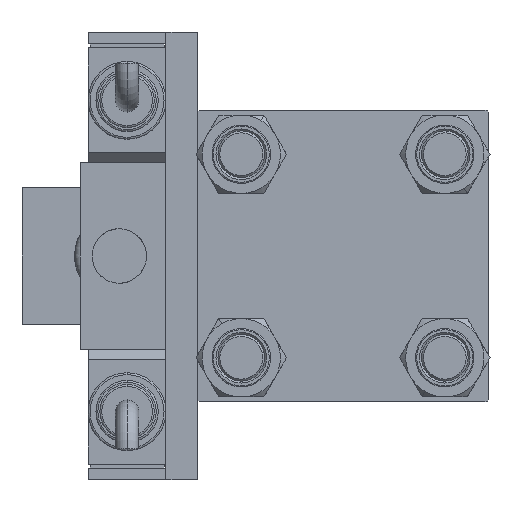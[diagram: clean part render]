
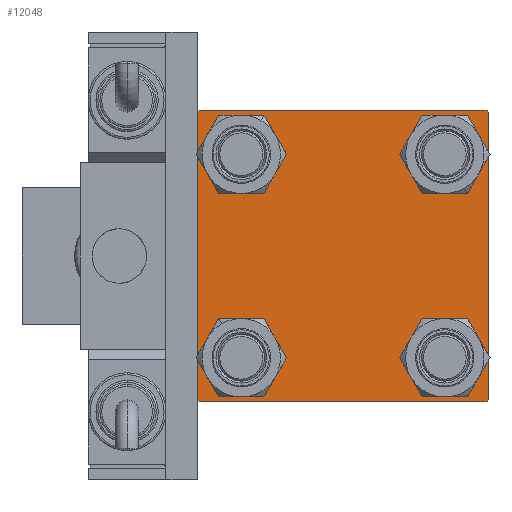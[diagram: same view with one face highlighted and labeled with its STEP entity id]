
A CAD part, left-side view. The second image highlights one B-rep face of the part: STEP entity #12048.
In plain terms, the highlighted planar face has unit normal (-1, 0, 0).
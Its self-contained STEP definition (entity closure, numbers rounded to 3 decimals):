
#2 = CARTESIAN_POINT ( 'NONE',  ( 0., 37.5, 37.5 ) ) ;
#757 = ORIENTED_EDGE ( 'NONE', *, *, #5330, .T. ) ;
#1701 = DIRECTION ( 'NONE',  ( 0., 0., 1. ) ) ;
#2649 = EDGE_CURVE ( 'NONE', #51055, #47816, #44839, .T. ) ;
#2881 = VERTEX_POINT ( 'NONE', #52777 ) ;
#3403 = DIRECTION ( 'NONE',  ( 1., 0., 0. ) ) ;
#3987 = LINE ( 'NONE', #38594, #37187 ) ;
#4374 = ORIENTED_EDGE ( 'NONE', *, *, #46209, .T. ) ;
#4466 = EDGE_LOOP ( 'NONE', ( #43405, #19781 ) ) ;
#5330 = EDGE_CURVE ( 'NONE', #29657, #7252, #28626, .T. ) ;
#5419 = CARTESIAN_POINT ( 'NONE',  ( 0., -26.15, 32.65 ) ) ;
#5724 = CARTESIAN_POINT ( 'NONE',  ( 0., -26.15, 19.65 ) ) ;
#6140 = DIRECTION ( 'NONE',  ( 0., 0.707, -0.707 ) ) ;
#6739 = CARTESIAN_POINT ( 'NONE',  ( 0., 26.15, -19.65 ) ) ;
#6752 = FACE_OUTER_BOUND ( 'NONE', #37937, .T. ) ;
#6910 = EDGE_LOOP ( 'NONE', ( #4374, #757 ) ) ;
#7252 = VERTEX_POINT ( 'NONE', #43641 ) ;
#7587 = DIRECTION ( 'NONE',  ( -1., 0., 0. ) ) ;
#8310 = ORIENTED_EDGE ( 'NONE', *, *, #53388, .T. ) ;
#9264 = CARTESIAN_POINT ( 'NONE',  ( 0., 37.25, 37.25 ) ) ;
#9844 = ORIENTED_EDGE ( 'NONE', *, *, #29332, .T. ) ;
#10427 = CARTESIAN_POINT ( 'NONE',  ( 0., 26.15, 19.65 ) ) ;
#11109 = LINE ( 'NONE', #45423, #41044 ) ;
#11156 = VERTEX_POINT ( 'NONE', #53545 ) ;
#11552 = VERTEX_POINT ( 'NONE', #37580 ) ;
#11724 = EDGE_LOOP ( 'NONE', ( #9844, #43291 ) ) ;
#12048 = ADVANCED_FACE ( 'NONE', ( #15826, #24353, #54658, #55502, #6752 ), #33131, .T. ) ;
#13232 = VERTEX_POINT ( 'NONE', #54337 ) ;
#13608 = AXIS2_PLACEMENT_3D ( 'NONE', #19854, #50448, #20406 ) ;
#13916 = CARTESIAN_POINT ( 'NONE',  ( 0., -26.15, 26.15 ) ) ;
#14280 = AXIS2_PLACEMENT_3D ( 'NONE', #50420, #7587, #37947 ) ;
#14311 = CARTESIAN_POINT ( 'NONE',  ( 0., -37.5, 37.5 ) ) ;
#14358 = ORIENTED_EDGE ( 'NONE', *, *, #34662, .T. ) ;
#15062 = CIRCLE ( 'NONE', #19579, 6.5 ) ;
#15809 = DIRECTION ( 'NONE',  ( 0., 0., 1. ) ) ;
#15826 = FACE_BOUND ( 'NONE', #11724, .T. ) ;
#16194 = AXIS2_PLACEMENT_3D ( 'NONE', #37723, #3403, #49928 ) ;
#16503 = DIRECTION ( 'NONE',  ( 0., 0., 1. ) ) ;
#17034 = DIRECTION ( 'NONE',  ( 0., 0., -1. ) ) ;
#17040 = LINE ( 'NONE', #39134, #44048 ) ;
#17995 = ORIENTED_EDGE ( 'NONE', *, *, #35536, .F. ) ;
#19176 = EDGE_CURVE ( 'NONE', #11156, #11552, #3987, .T. ) ;
#19579 = AXIS2_PLACEMENT_3D ( 'NONE', #23721, #32512, #31942 ) ;
#19781 = ORIENTED_EDGE ( 'NONE', *, *, #43493, .T. ) ;
#19854 = CARTESIAN_POINT ( 'NONE',  ( 0., 26.15, 26.15 ) ) ;
#20040 = ORIENTED_EDGE ( 'NONE', *, *, #26072, .F. ) ;
#20406 = DIRECTION ( 'NONE',  ( 0., 0., 1. ) ) ;
#20784 = DIRECTION ( 'NONE',  ( 1., 0., 0. ) ) ;
#21198 = CIRCLE ( 'NONE', #50160, 6.5 ) ;
#21588 = DIRECTION ( 'NONE',  ( 0., -1., 0. ) ) ;
#22488 = ORIENTED_EDGE ( 'NONE', *, *, #45099, .T. ) ;
#22813 = CARTESIAN_POINT ( 'NONE',  ( 0., -37., 37.5 ) ) ;
#23044 = EDGE_LOOP ( 'NONE', ( #14358, #23633 ) ) ;
#23105 = LINE ( 'NONE', #14311, #46508 ) ;
#23633 = ORIENTED_EDGE ( 'NONE', *, *, #40341, .T. ) ;
#23721 = CARTESIAN_POINT ( 'NONE',  ( 0., 26.15, -26.15 ) ) ;
#23805 = VERTEX_POINT ( 'NONE', #46076 ) ;
#24353 = FACE_BOUND ( 'NONE', #4466, .T. ) ;
#24492 = VERTEX_POINT ( 'NONE', #22813 ) ;
#25370 = DIRECTION ( 'NONE',  ( 1., 0., 0. ) ) ;
#25820 = CARTESIAN_POINT ( 'NONE',  ( 0., 37., -37.5 ) ) ;
#25934 = ORIENTED_EDGE ( 'NONE', *, *, #50094, .T. ) ;
#26072 = EDGE_CURVE ( 'NONE', #2881, #11552, #23105, .T. ) ;
#27187 = CARTESIAN_POINT ( 'NONE',  ( 0., -26.15, -32.65 ) ) ;
#27268 = DIRECTION ( 'NONE',  ( 0., -0.707, -0.707 ) ) ;
#27827 = CARTESIAN_POINT ( 'NONE',  ( 0., 37.25, -37.25 ) ) ;
#28077 = VERTEX_POINT ( 'NONE', #5724 ) ;
#28626 = CIRCLE ( 'NONE', #49464, 6.5 ) ;
#29332 = EDGE_CURVE ( 'NONE', #42575, #28077, #21198, .T. ) ;
#29657 = VERTEX_POINT ( 'NONE', #10427 ) ;
#30014 = CARTESIAN_POINT ( 'NONE',  ( 0., 37.5, 37. ) ) ;
#30432 = CARTESIAN_POINT ( 'NONE',  ( 0., -37.25, 37.25 ) ) ;
#30820 = CIRCLE ( 'NONE', #13608, 6.5 ) ;
#31589 = VECTOR ( 'NONE', #17034, 1000. ) ;
#31625 = ORIENTED_EDGE ( 'NONE', *, *, #19176, .T. ) ;
#31794 = LINE ( 'NONE', #27827, #46911 ) ;
#31942 = DIRECTION ( 'NONE',  ( 0., 0., 1. ) ) ;
#32443 = CIRCLE ( 'NONE', #33356, 6.5 ) ;
#32512 = DIRECTION ( 'NONE',  ( 1., 0., 0. ) ) ;
#32852 = ORIENTED_EDGE ( 'NONE', *, *, #42521, .T. ) ;
#33131 = PLANE ( 'NONE',  #14280 ) ;
#33261 = DIRECTION ( 'NONE',  ( 1., 0., 0. ) ) ;
#33356 = AXIS2_PLACEMENT_3D ( 'NONE', #55338, #20784, #16503 ) ;
#33835 = LINE ( 'NONE', #30432, #46130 ) ;
#34178 = AXIS2_PLACEMENT_3D ( 'NONE', #37356, #49283, #15809 ) ;
#34662 = EDGE_CURVE ( 'NONE', #52377, #23805, #15062, .T. ) ;
#34871 = LINE ( 'NONE', #2, #31589 ) ;
#35536 = EDGE_CURVE ( 'NONE', #13232, #24492, #17040, .T. ) ;
#36929 = DIRECTION ( 'NONE',  ( 0., -1., 0. ) ) ;
#37187 = VECTOR ( 'NONE', #52182, 1000. ) ;
#37231 = CARTESIAN_POINT ( 'NONE',  ( 0., -26.15, -26.15 ) ) ;
#37356 = CARTESIAN_POINT ( 'NONE',  ( 0., 26.15, -26.15 ) ) ;
#37580 = CARTESIAN_POINT ( 'NONE',  ( 0., -37.5, -37. ) ) ;
#37723 = CARTESIAN_POINT ( 'NONE',  ( 0., -26.15, -26.15 ) ) ;
#37937 = EDGE_LOOP ( 'NONE', ( #38374, #32852, #25934, #31625, #20040, #22488, #17995, #8310 ) ) ;
#37947 = DIRECTION ( 'NONE',  ( 0., 0., 1. ) ) ;
#38116 = DIRECTION ( 'NONE',  ( 0., 0., 1. ) ) ;
#38374 = ORIENTED_EDGE ( 'NONE', *, *, #43610, .T. ) ;
#38594 = CARTESIAN_POINT ( 'NONE',  ( 0., -37.25, -37.25 ) ) ;
#39134 = CARTESIAN_POINT ( 'NONE',  ( 0., 37.5, 37.5 ) ) ;
#39598 = CARTESIAN_POINT ( 'NONE',  ( 0., 37.5, -37. ) ) ;
#40341 = EDGE_CURVE ( 'NONE', #23805, #52377, #54996, .T. ) ;
#41044 = VECTOR ( 'NONE', #36929, 1000. ) ;
#41169 = VECTOR ( 'NONE', #6140, 1000. ) ;
#41367 = VERTEX_POINT ( 'NONE', #25820 ) ;
#41732 = VERTEX_POINT ( 'NONE', #39598 ) ;
#42367 = CARTESIAN_POINT ( 'NONE',  ( 0., 26.15, 26.15 ) ) ;
#42395 = EDGE_CURVE ( 'NONE', #28077, #42575, #32443, .T. ) ;
#42521 = EDGE_CURVE ( 'NONE', #41732, #41367, #31794, .T. ) ;
#42575 = VERTEX_POINT ( 'NONE', #5419 ) ;
#43291 = ORIENTED_EDGE ( 'NONE', *, *, #42395, .T. ) ;
#43405 = ORIENTED_EDGE ( 'NONE', *, *, #2649, .T. ) ;
#43493 = EDGE_CURVE ( 'NONE', #47816, #51055, #56023, .T. ) ;
#43610 = EDGE_CURVE ( 'NONE', #53330, #41732, #34871, .T. ) ;
#43641 = CARTESIAN_POINT ( 'NONE',  ( 0., 26.15, 32.65 ) ) ;
#44048 = VECTOR ( 'NONE', #21588, 1000. ) ;
#44839 = CIRCLE ( 'NONE', #46617, 6.5 ) ;
#44989 = LINE ( 'NONE', #9264, #41169 ) ;
#45099 = EDGE_CURVE ( 'NONE', #2881, #24492, #33835, .T. ) ;
#45423 = CARTESIAN_POINT ( 'NONE',  ( 0., 37.5, -37.5 ) ) ;
#46076 = CARTESIAN_POINT ( 'NONE',  ( 0., 26.15, -32.65 ) ) ;
#46130 = VECTOR ( 'NONE', #55656, 1000. ) ;
#46209 = EDGE_CURVE ( 'NONE', #7252, #29657, #30820, .T. ) ;
#46508 = VECTOR ( 'NONE', #51269, 1000. ) ;
#46617 = AXIS2_PLACEMENT_3D ( 'NONE', #37231, #33261, #55077 ) ;
#46911 = VECTOR ( 'NONE', #27268, 1000. ) ;
#47816 = VERTEX_POINT ( 'NONE', #27187 ) ;
#49283 = DIRECTION ( 'NONE',  ( 1., 0., 0. ) ) ;
#49464 = AXIS2_PLACEMENT_3D ( 'NONE', #42367, #25370, #38116 ) ;
#49928 = DIRECTION ( 'NONE',  ( 0., 0., 1. ) ) ;
#50094 = EDGE_CURVE ( 'NONE', #41367, #11156, #11109, .T. ) ;
#50160 = AXIS2_PLACEMENT_3D ( 'NONE', #13916, #53593, #1701 ) ;
#50420 = CARTESIAN_POINT ( 'NONE',  ( 0., 0., 0. ) ) ;
#50448 = DIRECTION ( 'NONE',  ( 1., 0., 0. ) ) ;
#51055 = VERTEX_POINT ( 'NONE', #52759 ) ;
#51269 = DIRECTION ( 'NONE',  ( 0., 0., -1. ) ) ;
#52182 = DIRECTION ( 'NONE',  ( 0., -0.707, 0.707 ) ) ;
#52377 = VERTEX_POINT ( 'NONE', #6739 ) ;
#52759 = CARTESIAN_POINT ( 'NONE',  ( 0., -26.15, -19.65 ) ) ;
#52777 = CARTESIAN_POINT ( 'NONE',  ( 0., -37.5, 37. ) ) ;
#53330 = VERTEX_POINT ( 'NONE', #30014 ) ;
#53388 = EDGE_CURVE ( 'NONE', #13232, #53330, #44989, .T. ) ;
#53545 = CARTESIAN_POINT ( 'NONE',  ( 0., -37., -37.5 ) ) ;
#53593 = DIRECTION ( 'NONE',  ( 1., 0., 0. ) ) ;
#54337 = CARTESIAN_POINT ( 'NONE',  ( 0., 37., 37.5 ) ) ;
#54658 = FACE_BOUND ( 'NONE', #23044, .T. ) ;
#54996 = CIRCLE ( 'NONE', #34178, 6.5 ) ;
#55077 = DIRECTION ( 'NONE',  ( 0., 0., 1. ) ) ;
#55338 = CARTESIAN_POINT ( 'NONE',  ( 0., -26.15, 26.15 ) ) ;
#55502 = FACE_BOUND ( 'NONE', #6910, .T. ) ;
#55656 = DIRECTION ( 'NONE',  ( 0., 0.707, 0.707 ) ) ;
#56023 = CIRCLE ( 'NONE', #16194, 6.5 ) ;
